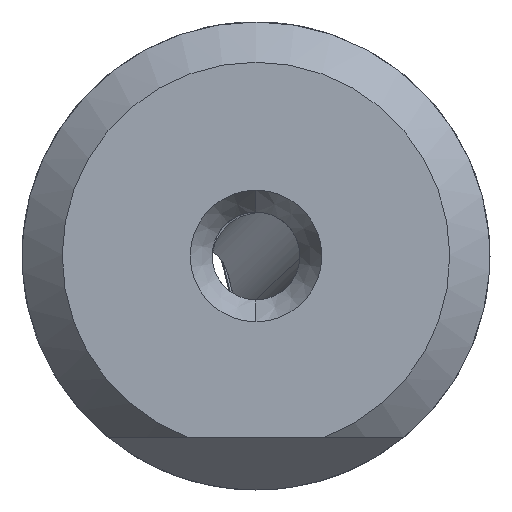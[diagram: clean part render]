
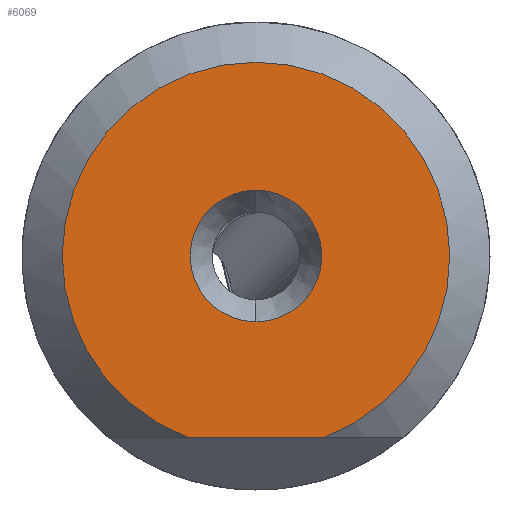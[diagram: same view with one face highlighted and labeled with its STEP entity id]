
A CAD part, left-side view. The second image highlights one B-rep face of the part: STEP entity #6069.
In plain terms, the highlighted planar face has unit normal (-1, 0, 0).
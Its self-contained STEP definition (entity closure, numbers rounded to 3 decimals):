
#19 = PLANE ( 'NONE',  #9746 ) ;
#153 = CARTESIAN_POINT ( 'NONE',  ( 0., 0., 0. ) ) ;
#256 = DIRECTION ( 'NONE',  ( -1., 0., 0. ) ) ;
#649 = DIRECTION ( 'NONE',  ( 0., -1., 0. ) ) ;
#713 = CARTESIAN_POINT ( 'NONE',  ( 0., 0., 0. ) ) ;
#1020 = VERTEX_POINT ( 'NONE', #3319 ) ;
#1152 = EDGE_CURVE ( 'NONE', #5333, #1020, #2978, .T. ) ;
#1213 = FACE_OUTER_BOUND ( 'NONE', #1941, .T. ) ;
#1502 = DIRECTION ( 'NONE',  ( 0., 0., 1. ) ) ;
#1591 = DIRECTION ( 'NONE',  ( 1., 0., 0. ) ) ;
#1941 = EDGE_LOOP ( 'NONE', ( #4684, #7848 ) ) ;
#1948 = LINE ( 'NONE', #10017, #10012 ) ;
#1988 = EDGE_LOOP ( 'NONE', ( #8623, #7529 ) ) ;
#2025 = DIRECTION ( 'NONE',  ( 0., 0., 1. ) ) ;
#2039 = VERTEX_POINT ( 'NONE', #8320 ) ;
#2147 = CARTESIAN_POINT ( 'NONE',  ( 0., 0., -2.25 ) ) ;
#2978 = CIRCLE ( 'NONE', #3392, 2.25 ) ;
#3319 = CARTESIAN_POINT ( 'NONE',  ( 0., 0., 2.25 ) ) ;
#3392 = AXIS2_PLACEMENT_3D ( 'NONE', #153, #256, #2025 ) ;
#3527 = CIRCLE ( 'NONE', #7035, 2.25 ) ;
#3562 = VERTEX_POINT ( 'NONE', #5525 ) ;
#3622 = DIRECTION ( 'NONE',  ( -1., 0., 0. ) ) ;
#4684 = ORIENTED_EDGE ( 'NONE', *, *, #9349, .T. ) ;
#5208 = AXIS2_PLACEMENT_3D ( 'NONE', #8342, #3622, #9122 ) ;
#5333 = VERTEX_POINT ( 'NONE', #2147 ) ;
#5525 = CARTESIAN_POINT ( 'NONE',  ( 0., 2.335, -6.2 ) ) ;
#6069 = ADVANCED_FACE ( 'NONE', ( #7226, #1213 ), #19, .F. ) ;
#6212 = DIRECTION ( 'NONE',  ( -1., 0., 0. ) ) ;
#6296 = CARTESIAN_POINT ( 'NONE',  ( 0., 2.25, 0. ) ) ;
#6726 = EDGE_CURVE ( 'NONE', #3562, #2039, #1948, .T. ) ;
#7035 = AXIS2_PLACEMENT_3D ( 'NONE', #713, #6212, #1502 ) ;
#7082 = DIRECTION ( 'NONE',  ( 0., 0., -1. ) ) ;
#7226 = FACE_BOUND ( 'NONE', #1988, .T. ) ;
#7529 = ORIENTED_EDGE ( 'NONE', *, *, #1152, .F. ) ;
#7694 = EDGE_CURVE ( 'NONE', #1020, #5333, #3527, .T. ) ;
#7848 = ORIENTED_EDGE ( 'NONE', *, *, #6726, .T. ) ;
#8320 = CARTESIAN_POINT ( 'NONE',  ( 0., -2.335, -6.2 ) ) ;
#8342 = CARTESIAN_POINT ( 'NONE',  ( 0., 0., 0. ) ) ;
#8623 = ORIENTED_EDGE ( 'NONE', *, *, #7694, .F. ) ;
#9026 = CIRCLE ( 'NONE', #5208, 6.625 ) ;
#9122 = DIRECTION ( 'NONE',  ( 0., 0., 1. ) ) ;
#9349 = EDGE_CURVE ( 'NONE', #2039, #3562, #9026, .T. ) ;
#9746 = AXIS2_PLACEMENT_3D ( 'NONE', #6296, #1591, #7082 ) ;
#10012 = VECTOR ( 'NONE', #649, 1000. ) ;
#10017 = CARTESIAN_POINT ( 'NONE',  ( 0., 2.25, -6.2 ) ) ;
